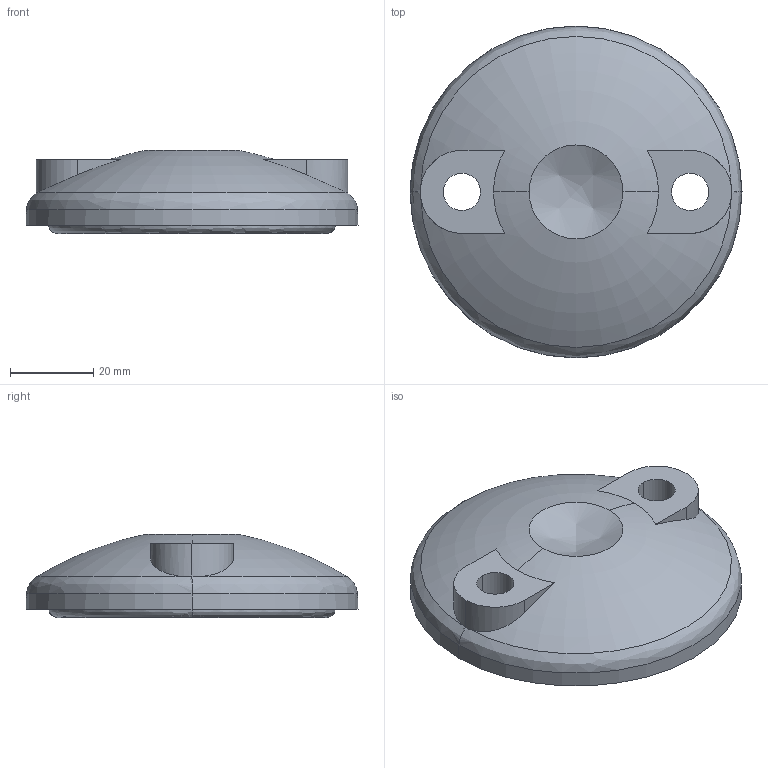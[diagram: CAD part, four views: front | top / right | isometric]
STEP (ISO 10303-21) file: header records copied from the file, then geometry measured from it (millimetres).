
FILE_DESCRIPTION (( 'STEP AP214' ), '1' );
FILE_NAME ('7410163', '2019-02-01T14:31:55', ( '' ), ('JUGARD+KÜNSTNER GmbH'), 'SwSTEP 2.0', 'SolidWorks 2017', '' );
FILE_SCHEMA (( 'AUTOMOTIVE_DESIGN' ));
Length unit declared in the file: millimetre
Products named in the file (1): 7410163_CNAJF00
Bounding box: 80 x 80 x 20 mm (x, y, z)
Volume: 69083.5 mm3; surface area: 13389.7 mm2
Topology: 1 solids, 1 shells, 24 faces, 60 edges, 39 vertices
Faces by surface type: plane 8, cylinder 7, bspline 5, torus 2, cone 2
Entity records: 1143 total; most frequent: CARTESIAN_POINT 542, ORIENTED_EDGE 120, DIRECTION 117, EDGE_CURVE 60, AXIS2_PLACEMENT_3D 51, VERTEX_POINT 39, CIRCLE 31, EDGE_LOOP 29
